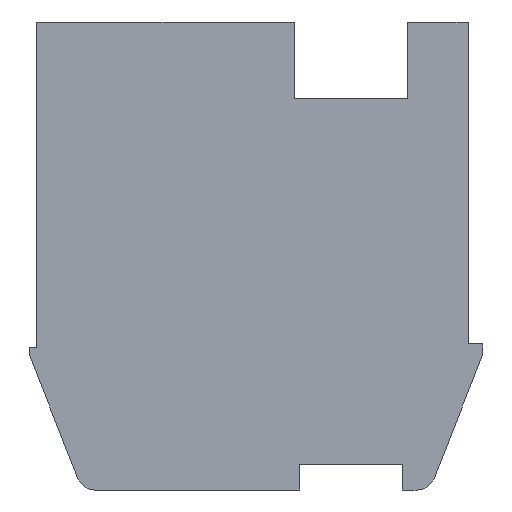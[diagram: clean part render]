
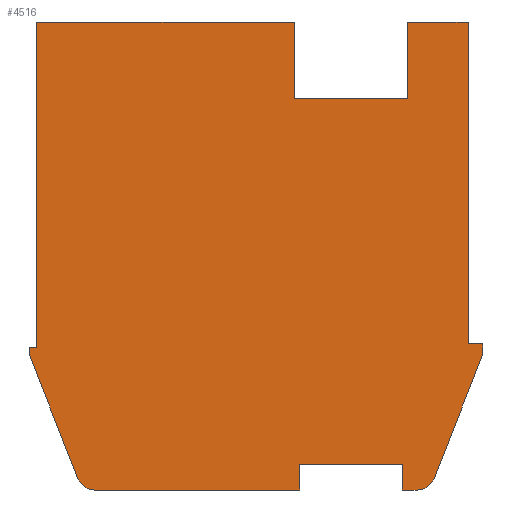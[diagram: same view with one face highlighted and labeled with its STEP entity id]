
A CAD part, front view. The second image highlights one B-rep face of the part: STEP entity #4516.
In plain terms, the highlighted planar face has unit normal (0, -1, 0).
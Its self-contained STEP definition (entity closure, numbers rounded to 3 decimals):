
#1=DIRECTION('',(-0.365,0.,-0.931));
#2=VECTOR('',#1,3.633);
#3=CARTESIAN_POINT('',(6.2,0.,-2.7));
#4=LINE('',#3,#2);
#5=CARTESIAN_POINT('',(4.409,0.,-5.9));
#6=DIRECTION('',(0.,1.,0.));
#7=DIRECTION('',(0.931,0.,-0.365));
#8=AXIS2_PLACEMENT_3D('',#5,#6,#7);
#10=DIRECTION('',(-1.,0.,0.));
#11=VECTOR('',#10,0.409);
#12=CARTESIAN_POINT('',(4.409,0.,-6.4));
#13=LINE('',#12,#11);
#14=DIRECTION('',(0.,0.,1.));
#15=VECTOR('',#14,0.7);
#16=CARTESIAN_POINT('',(4.,0.,-6.4));
#17=LINE('',#16,#15);
#18=DIRECTION('',(-1.,0.,0.));
#19=VECTOR('',#18,2.8);
#20=CARTESIAN_POINT('',(4.,0.,-5.7));
#21=LINE('',#20,#19);
#22=DIRECTION('',(0.,0.,-1.));
#23=VECTOR('',#22,0.7);
#24=CARTESIAN_POINT('',(1.2,0.,-5.7));
#25=LINE('',#24,#23);
#26=DIRECTION('',(-1.,0.,0.));
#27=VECTOR('',#26,5.609);
#28=CARTESIAN_POINT('',(1.2,0.,-6.4));
#29=LINE('',#28,#27);
#30=CARTESIAN_POINT('',(-4.409,0.,-5.9));
#31=DIRECTION('',(0.,1.,0.));
#32=DIRECTION('',(0.,0.,-1.));
#33=AXIS2_PLACEMENT_3D('',#30,#31,#32);
#35=DIRECTION('',(-0.365,0.,0.931));
#36=VECTOR('',#35,3.633);
#37=CARTESIAN_POINT('',(-4.874,0.,-6.082));
#38=LINE('',#37,#36);
#39=DIRECTION('',(0.,0.,1.));
#40=VECTOR('',#39,0.2);
#41=CARTESIAN_POINT('',(-6.2,0.,-2.7));
#42=LINE('',#41,#40);
#43=DIRECTION('',(1.,0.,0.));
#44=VECTOR('',#43,0.2);
#45=CARTESIAN_POINT('',(-6.2,0.,-2.5));
#46=LINE('',#45,#44);
#47=DIRECTION('',(0.,0.,1.));
#48=VECTOR('',#47,8.9);
#49=CARTESIAN_POINT('',(-6.,0.,-2.5));
#50=LINE('',#49,#48);
#51=DIRECTION('',(1.,0.,0.));
#52=VECTOR('',#51,7.05);
#53=CARTESIAN_POINT('',(-6.,0.,6.4));
#54=LINE('',#53,#52);
#55=DIRECTION('',(0.,0.,-1.));
#56=VECTOR('',#55,2.1);
#57=CARTESIAN_POINT('',(1.05,0.,6.4));
#58=LINE('',#57,#56);
#59=DIRECTION('',(1.,0.,0.));
#60=VECTOR('',#59,3.1);
#61=CARTESIAN_POINT('',(1.05,0.,4.3));
#62=LINE('',#61,#60);
#63=DIRECTION('',(0.,0.,1.));
#64=VECTOR('',#63,2.1);
#65=CARTESIAN_POINT('',(4.15,0.,4.3));
#66=LINE('',#65,#64);
#67=DIRECTION('',(1.,0.,0.));
#68=VECTOR('',#67,1.65);
#69=CARTESIAN_POINT('',(4.15,0.,6.4));
#70=LINE('',#69,#68);
#71=DIRECTION('',(0.,0.,-1.));
#72=VECTOR('',#71,8.8);
#73=CARTESIAN_POINT('',(5.8,0.,6.4));
#74=LINE('',#73,#72);
#75=DIRECTION('',(1.,0.,0.));
#76=VECTOR('',#75,0.4);
#77=CARTESIAN_POINT('',(5.8,0.,-2.4));
#78=LINE('',#77,#76);
#79=DIRECTION('',(0.,0.,-1.));
#80=VECTOR('',#79,0.3);
#81=CARTESIAN_POINT('',(6.2,0.,-2.4));
#82=LINE('',#81,#80);
#3409=CARTESIAN_POINT('',(6.2,0.,-2.7));
#3410=CARTESIAN_POINT('',(4.874,0.,-6.082));
#3411=VERTEX_POINT('',#3409);
#3412=VERTEX_POINT('',#3410);
#3413=CARTESIAN_POINT('',(4.409,0.,-6.4));
#3414=VERTEX_POINT('',#3413);
#3415=CARTESIAN_POINT('',(4.,0.,-6.4));
#3416=VERTEX_POINT('',#3415);
#3417=CARTESIAN_POINT('',(4.,0.,-5.7));
#3418=VERTEX_POINT('',#3417);
#3419=CARTESIAN_POINT('',(1.2,0.,-5.7));
#3420=VERTEX_POINT('',#3419);
#3421=CARTESIAN_POINT('',(1.2,0.,-6.4));
#3422=VERTEX_POINT('',#3421);
#3423=CARTESIAN_POINT('',(-4.409,0.,-6.4));
#3424=VERTEX_POINT('',#3423);
#3425=CARTESIAN_POINT('',(-4.874,0.,-6.082));
#3426=VERTEX_POINT('',#3425);
#3427=CARTESIAN_POINT('',(-6.2,0.,-2.7));
#3428=VERTEX_POINT('',#3427);
#3429=CARTESIAN_POINT('',(-6.2,0.,-2.5));
#3430=VERTEX_POINT('',#3429);
#3431=CARTESIAN_POINT('',(-6.,0.,-2.5));
#3432=VERTEX_POINT('',#3431);
#3433=CARTESIAN_POINT('',(-6.,0.,6.4));
#3434=VERTEX_POINT('',#3433);
#3435=CARTESIAN_POINT('',(1.05,0.,6.4));
#3436=VERTEX_POINT('',#3435);
#3437=CARTESIAN_POINT('',(1.05,0.,4.3));
#3438=VERTEX_POINT('',#3437);
#3439=CARTESIAN_POINT('',(4.15,0.,4.3));
#3440=VERTEX_POINT('',#3439);
#3441=CARTESIAN_POINT('',(4.15,0.,6.4));
#3442=VERTEX_POINT('',#3441);
#3443=CARTESIAN_POINT('',(5.8,0.,6.4));
#3444=VERTEX_POINT('',#3443);
#3445=CARTESIAN_POINT('',(5.8,0.,-2.4));
#3446=VERTEX_POINT('',#3445);
#3447=CARTESIAN_POINT('',(6.2,0.,-2.4));
#3448=VERTEX_POINT('',#3447);
#4469=CARTESIAN_POINT('',(0.,0.,0.));
#4470=DIRECTION('',(0.,1.,0.));
#4471=DIRECTION('',(1.,0.,0.));
#4472=AXIS2_PLACEMENT_3D('',#4469,#4470,#4471);
#4473=PLANE('',#4472);
#4475=ORIENTED_EDGE('',*,*,#4474,.T.);
#4477=ORIENTED_EDGE('',*,*,#4476,.T.);
#4479=ORIENTED_EDGE('',*,*,#4478,.T.);
#4481=ORIENTED_EDGE('',*,*,#4480,.T.);
#4483=ORIENTED_EDGE('',*,*,#4482,.T.);
#4485=ORIENTED_EDGE('',*,*,#4484,.T.);
#4487=ORIENTED_EDGE('',*,*,#4486,.T.);
#4489=ORIENTED_EDGE('',*,*,#4488,.T.);
#4491=ORIENTED_EDGE('',*,*,#4490,.T.);
#4493=ORIENTED_EDGE('',*,*,#4492,.T.);
#4495=ORIENTED_EDGE('',*,*,#4494,.T.);
#4497=ORIENTED_EDGE('',*,*,#4496,.T.);
#4499=ORIENTED_EDGE('',*,*,#4498,.T.);
#4501=ORIENTED_EDGE('',*,*,#4500,.T.);
#4503=ORIENTED_EDGE('',*,*,#4502,.T.);
#4505=ORIENTED_EDGE('',*,*,#4504,.T.);
#4507=ORIENTED_EDGE('',*,*,#4506,.T.);
#4509=ORIENTED_EDGE('',*,*,#4508,.T.);
#4511=ORIENTED_EDGE('',*,*,#4510,.T.);
#4513=ORIENTED_EDGE('',*,*,#4512,.T.);
#4514=EDGE_LOOP('',(#4475,#4477,#4479,#4481,#4483,#4485,#4487,#4489,#4491,#4493,
#4495,#4497,#4499,#4501,#4503,#4505,#4507,#4509,#4511,#4513));
#4515=FACE_OUTER_BOUND('',#4514,.F.);
#4516=ADVANCED_FACE('',(#4515),#4473,.F.);
#9=CIRCLE('',#8,0.5);
#34=CIRCLE('',#33,0.5);
#4474=EDGE_CURVE('',#3411,#3412,#4,.T.);
#4476=EDGE_CURVE('',#3412,#3414,#9,.T.);
#4478=EDGE_CURVE('',#3414,#3416,#13,.T.);
#4480=EDGE_CURVE('',#3416,#3418,#17,.T.);
#4482=EDGE_CURVE('',#3418,#3420,#21,.T.);
#4484=EDGE_CURVE('',#3420,#3422,#25,.T.);
#4486=EDGE_CURVE('',#3422,#3424,#29,.T.);
#4488=EDGE_CURVE('',#3424,#3426,#34,.T.);
#4490=EDGE_CURVE('',#3426,#3428,#38,.T.);
#4492=EDGE_CURVE('',#3428,#3430,#42,.T.);
#4494=EDGE_CURVE('',#3430,#3432,#46,.T.);
#4496=EDGE_CURVE('',#3432,#3434,#50,.T.);
#4498=EDGE_CURVE('',#3434,#3436,#54,.T.);
#4500=EDGE_CURVE('',#3436,#3438,#58,.T.);
#4502=EDGE_CURVE('',#3438,#3440,#62,.T.);
#4504=EDGE_CURVE('',#3440,#3442,#66,.T.);
#4506=EDGE_CURVE('',#3442,#3444,#70,.T.);
#4508=EDGE_CURVE('',#3444,#3446,#74,.T.);
#4510=EDGE_CURVE('',#3446,#3448,#78,.T.);
#4512=EDGE_CURVE('',#3448,#3411,#82,.T.);
